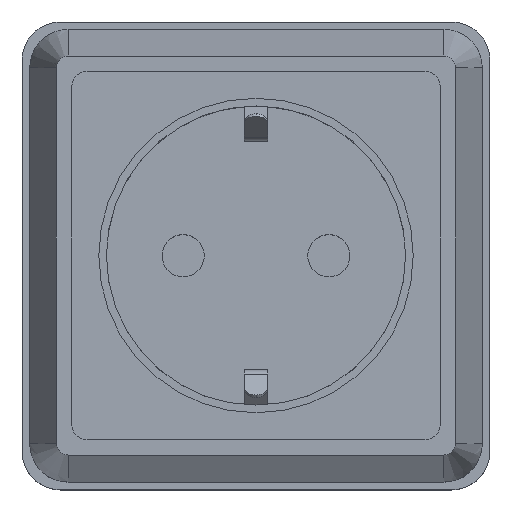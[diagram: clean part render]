
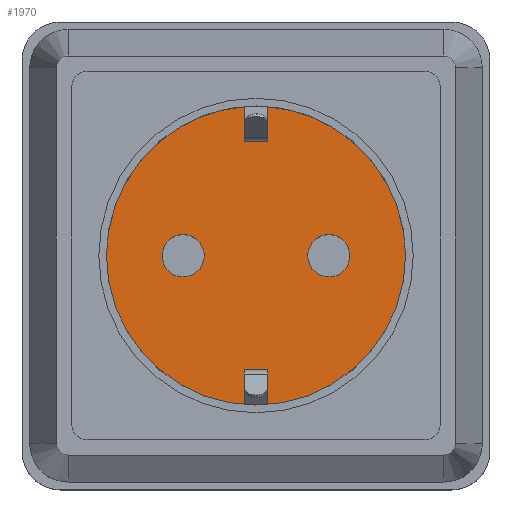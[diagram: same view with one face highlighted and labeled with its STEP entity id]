
A CAD part, top view. The second image highlights one B-rep face of the part: STEP entity #1970.
In plain terms, the highlighted planar face has unit normal (0, 0, 1).
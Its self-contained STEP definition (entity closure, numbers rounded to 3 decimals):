
#5 = ORIENTED_EDGE ( 'NONE', *, *, #1030, .F. ) ;
#53 = VECTOR ( 'NONE', #2504, 1000. ) ;
#67 = DIRECTION ( 'NONE',  ( 1., 0., 0. ) ) ;
#80 = ORIENTED_EDGE ( 'NONE', *, *, #2368, .T. ) ;
#94 = DIRECTION ( 'NONE',  ( 0., 0., 1. ) ) ;
#189 = CARTESIAN_POINT ( 'NONE',  ( -1.5, 19.059, 24. ) ) ;
#197 = ORIENTED_EDGE ( 'NONE', *, *, #404, .T. ) ;
#204 = LINE ( 'NONE', #274, #861 ) ;
#249 = DIRECTION ( 'NONE',  ( 0., -1., 0. ) ) ;
#274 = CARTESIAN_POINT ( 'NONE',  ( 0., -19.059, 24. ) ) ;
#362 = CARTESIAN_POINT ( 'NONE',  ( 9.5, 0., 24. ) ) ;
#404 = EDGE_CURVE ( 'NONE', #549, #2461, #2999, .T. ) ;
#420 = EDGE_LOOP ( 'NONE', ( #3058, #197, #779, #80, #5, #1379, #2304, #926 ) ) ;
#448 = DIRECTION ( 'NONE',  ( 0., 0., 1. ) ) ;
#486 = CIRCLE ( 'NONE', #583, 2.75 ) ;
#518 = VERTEX_POINT ( 'NONE', #2216 ) ;
#549 = VERTEX_POINT ( 'NONE', #1235 ) ;
#557 = DIRECTION ( 'NONE',  ( 0., 0., 1. ) ) ;
#583 = AXIS2_PLACEMENT_3D ( 'NONE', #1931, #448, #2194 ) ;
#606 = DIRECTION ( 'NONE',  ( -1., 0., 0. ) ) ;
#608 = EDGE_CURVE ( 'NONE', #790, #3013, #2310, .T. ) ;
#621 = EDGE_LOOP ( 'NONE', ( #1022 ) ) ;
#680 = EDGE_CURVE ( 'NONE', #3013, #1421, #204, .T. ) ;
#746 = CIRCLE ( 'NONE', #1685, 2.75 ) ;
#779 = ORIENTED_EDGE ( 'NONE', *, *, #1273, .T. ) ;
#790 = VERTEX_POINT ( 'NONE', #2859 ) ;
#842 = ORIENTED_EDGE ( 'NONE', *, *, #1049, .F. ) ;
#861 = VECTOR ( 'NONE', #2246, 1000. ) ;
#926 = ORIENTED_EDGE ( 'NONE', *, *, #680, .T. ) ;
#980 = AXIS2_PLACEMENT_3D ( 'NONE', #1590, #94, #1819 ) ;
#992 = CIRCLE ( 'NONE', #980, 19.5 ) ;
#1022 = ORIENTED_EDGE ( 'NONE', *, *, #2404, .F. ) ;
#1030 = EDGE_CURVE ( 'NONE', #1085, #1498, #2437, .T. ) ;
#1049 = EDGE_CURVE ( 'NONE', #1902, #1902, #486, .T. ) ;
#1057 = EDGE_LOOP ( 'NONE', ( #842 ) ) ;
#1085 = VERTEX_POINT ( 'NONE', #2203 ) ;
#1235 = CARTESIAN_POINT ( 'NONE',  ( 1.5, -19.442, 24. ) ) ;
#1273 = EDGE_CURVE ( 'NONE', #2461, #2835, #2549, .T. ) ;
#1331 = CARTESIAN_POINT ( 'NONE',  ( 0., 19.059, 24. ) ) ;
#1379 = ORIENTED_EDGE ( 'NONE', *, *, #2318, .T. ) ;
#1421 = VERTEX_POINT ( 'NONE', #3049 ) ;
#1468 = CARTESIAN_POINT ( 'NONE',  ( -1.5, 0., 24. ) ) ;
#1497 = VECTOR ( 'NONE', #3029, 1000. ) ;
#1498 = VERTEX_POINT ( 'NONE', #189 ) ;
#1559 = CARTESIAN_POINT ( 'NONE',  ( 1.5, 0., 24. ) ) ;
#1576 = DIRECTION ( 'NONE',  ( 0., 0., 1. ) ) ;
#1590 = CARTESIAN_POINT ( 'NONE',  ( 0., 0., 24. ) ) ;
#1608 = VECTOR ( 'NONE', #2231, 1000. ) ;
#1685 = AXIS2_PLACEMENT_3D ( 'NONE', #362, #2103, #606 ) ;
#1747 = AXIS2_PLACEMENT_3D ( 'NONE', #2047, #557, #2278 ) ;
#1762 = FACE_OUTER_BOUND ( 'NONE', #420, .T. ) ;
#1819 = DIRECTION ( 'NONE',  ( 1., 0., 0. ) ) ;
#1826 = FACE_BOUND ( 'NONE', #621, .T. ) ;
#1902 = VERTEX_POINT ( 'NONE', #2913 ) ;
#1906 = AXIS2_PLACEMENT_3D ( 'NONE', #2284, #1576, #67 ) ;
#1931 = CARTESIAN_POINT ( 'NONE',  ( -9.5, 0., 24. ) ) ;
#1970 = ADVANCED_FACE ( 'NONE', ( #1762, #3109, #1826 ), #3004, .T. ) ;
#1978 = CARTESIAN_POINT ( 'NONE',  ( 1.5, 0., 24. ) ) ;
#2047 = CARTESIAN_POINT ( 'NONE',  ( 0., 0., 24. ) ) ;
#2103 = DIRECTION ( 'NONE',  ( 0., 0., 1. ) ) ;
#2109 = LINE ( 'NONE', #1559, #53 ) ;
#2142 = LINE ( 'NONE', #1331, #1497 ) ;
#2149 = EDGE_CURVE ( 'NONE', #549, #1421, #2109, .T. ) ;
#2194 = DIRECTION ( 'NONE',  ( 1., 0., 0. ) ) ;
#2203 = CARTESIAN_POINT ( 'NONE',  ( -1.5, 19.442, 24. ) ) ;
#2216 = CARTESIAN_POINT ( 'NONE',  ( 6.75, 0., 24. ) ) ;
#2231 = DIRECTION ( 'NONE',  ( 0., 1., 0. ) ) ;
#2246 = DIRECTION ( 'NONE',  ( 1., 0., 0. ) ) ;
#2278 = DIRECTION ( 'NONE',  ( 1., 0., 0. ) ) ;
#2284 = CARTESIAN_POINT ( 'NONE',  ( 0., 0., 24. ) ) ;
#2304 = ORIENTED_EDGE ( 'NONE', *, *, #608, .T. ) ;
#2310 = LINE ( 'NONE', #2707, #1608 ) ;
#2318 = EDGE_CURVE ( 'NONE', #1085, #790, #992, .T. ) ;
#2340 = CARTESIAN_POINT ( 'NONE',  ( -1.5, -19.059, 24. ) ) ;
#2368 = EDGE_CURVE ( 'NONE', #2835, #1498, #2142, .T. ) ;
#2400 = VECTOR ( 'NONE', #249, 1000. ) ;
#2404 = EDGE_CURVE ( 'NONE', #518, #518, #746, .T. ) ;
#2411 = CARTESIAN_POINT ( 'NONE',  ( 1.5, 19.059, 24. ) ) ;
#2437 = LINE ( 'NONE', #1468, #3006 ) ;
#2461 = VERTEX_POINT ( 'NONE', #3071 ) ;
#2504 = DIRECTION ( 'NONE',  ( 0., 1., 0. ) ) ;
#2549 = LINE ( 'NONE', #1978, #2400 ) ;
#2707 = CARTESIAN_POINT ( 'NONE',  ( -1.5, 0., 24. ) ) ;
#2835 = VERTEX_POINT ( 'NONE', #2411 ) ;
#2859 = CARTESIAN_POINT ( 'NONE',  ( -1.5, -19.442, 24. ) ) ;
#2913 = CARTESIAN_POINT ( 'NONE',  ( -6.75, 0., 24. ) ) ;
#2999 = CIRCLE ( 'NONE', #1747, 19.5 ) ;
#3004 = PLANE ( 'NONE',  #1906 ) ;
#3006 = VECTOR ( 'NONE', #3156, 1000. ) ;
#3013 = VERTEX_POINT ( 'NONE', #2340 ) ;
#3029 = DIRECTION ( 'NONE',  ( -1., 0., 0. ) ) ;
#3049 = CARTESIAN_POINT ( 'NONE',  ( 1.5, -19.059, 24. ) ) ;
#3058 = ORIENTED_EDGE ( 'NONE', *, *, #2149, .F. ) ;
#3071 = CARTESIAN_POINT ( 'NONE',  ( 1.5, 19.442, 24. ) ) ;
#3109 = FACE_BOUND ( 'NONE', #1057, .T. ) ;
#3156 = DIRECTION ( 'NONE',  ( 0., -1., 0. ) ) ;
